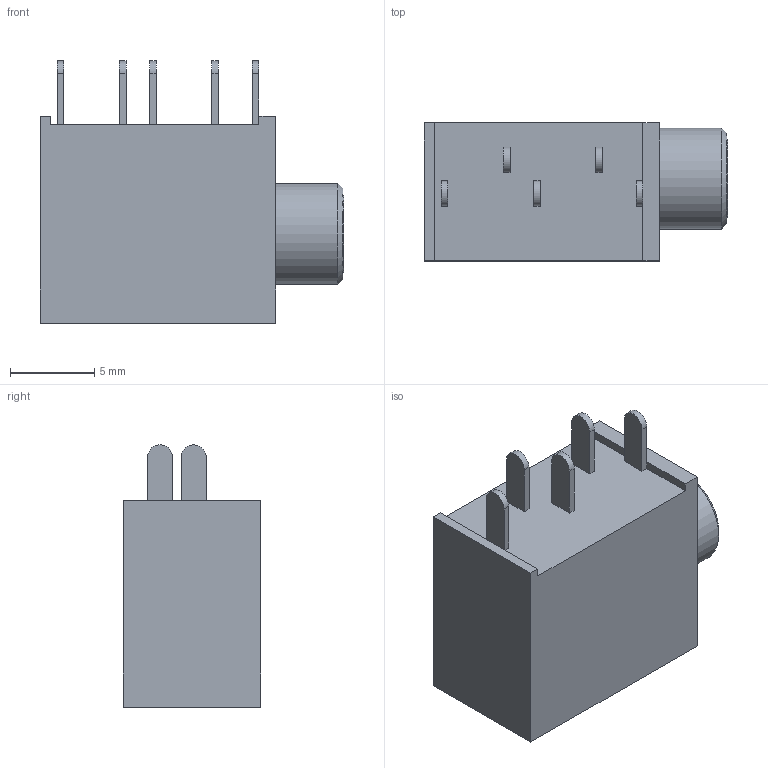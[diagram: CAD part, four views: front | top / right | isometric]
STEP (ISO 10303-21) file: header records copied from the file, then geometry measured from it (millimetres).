
FILE_DESCRIPTION(/* description */ (''),/* implementation_level */ '2;1');
FILE_NAME(/* name */ 'Con-SJ1-3535NG-BL.step',/* time_stamp */ '2021-03-29T16:53:25+02:00',/* author */ (''),/* organization */ (''),/* preprocessor_version */ 'ST-DEVELOPER v18.1',/* originating_system */ 'Autodesk Translation Framework v9.10.0.1330',/* authorisation */ '');
FILE_SCHEMA (('AUTOMOTIVE_DESIGN { 1 0 10303 214 3 1 1 }'));
Length unit declared in the file: inch
Products named in the file (1): Con-SJ1-3535NG-PI
Bounding box: 18.05 x 8.2 x 15.6 mm (x, y, z)
Volume: 1444.5 mm3; surface area: 956.8 mm2
Topology: 1 solids, 1 shells, 43 faces, 99 edges, 65 vertices
Faces by surface type: plane 34, cylinder 8, cone 1
Full cylindrical faces by diameter (mm): 3.58 x1, 4.6 x1, 6 x1
Entity records: 1305 total; most frequent: CARTESIAN_POINT 208, DIRECTION 204, ORIENTED_EDGE 198, EDGE_CURVE 99, LINE 82, VECTOR 82, VERTEX_POINT 65, AXIS2_PLACEMENT_3D 61
